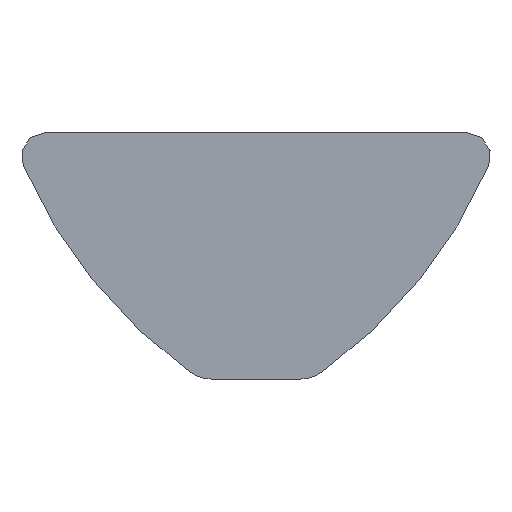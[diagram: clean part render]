
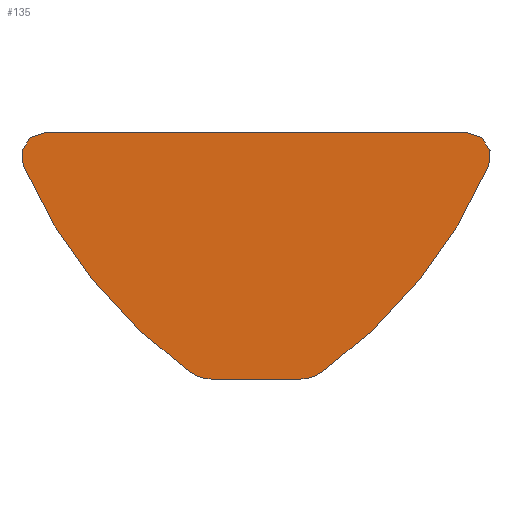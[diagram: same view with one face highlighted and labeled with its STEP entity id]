
A CAD part, left-side view. The second image highlights one B-rep face of the part: STEP entity #135.
In plain terms, the highlighted planar face has unit normal (-1, 0, 0).
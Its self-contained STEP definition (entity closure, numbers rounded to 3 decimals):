
#4 = DIRECTION ( 'NONE',  ( 1., 0., 0. ) ) ;
#9 = CARTESIAN_POINT ( 'NONE',  ( -741., 3.83, 2.83 ) ) ;
#13 = AXIS2_PLACEMENT_3D ( 'NONE', #196, #338, #245 ) ;
#23 = CARTESIAN_POINT ( 'NONE',  ( -741., -0.728, -4.2 ) ) ;
#27 = DIRECTION ( 'NONE',  ( 0., 0., 1. ) ) ;
#29 = CIRCLE ( 'NONE', #259, 8.5 ) ;
#30 = VERTEX_POINT ( 'NONE', #154 ) ;
#31 = DIRECTION ( 'NONE',  ( 0., 0., 1. ) ) ;
#39 = CARTESIAN_POINT ( 'NONE',  ( -741., -3.598, -0.4 ) ) ;
#43 = DIRECTION ( 'NONE',  ( 0., 0., 1. ) ) ;
#52 = ORIENTED_EDGE ( 'NONE', *, *, #136, .F. ) ;
#60 = DIRECTION ( 'NONE',  ( 0., 0., 1. ) ) ;
#71 = EDGE_LOOP ( 'NONE', ( #323, #276, #301, #280, #52, #235, #239, #379 ) ) ;
#73 = CARTESIAN_POINT ( 'NONE',  ( -741., -0.728, -3.5 ) ) ;
#77 = DIRECTION ( 'NONE',  ( 0., 1., 0. ) ) ;
#78 = CIRCLE ( 'NONE', #293, 0.4 ) ;
#82 = EDGE_CURVE ( 'NONE', #201, #30, #364, .T. ) ;
#84 = CARTESIAN_POINT ( 'NONE',  ( -741., 3.598, -0.4 ) ) ;
#94 = EDGE_CURVE ( 'NONE', #255, #201, #152, .T. ) ;
#95 = EDGE_CURVE ( 'NONE', #288, #337, #29, .T. ) ;
#101 = DIRECTION ( 'NONE',  ( 0., -1., 0. ) ) ;
#119 = CARTESIAN_POINT ( 'NONE',  ( -741., -1.137, -4.068 ) ) ;
#135 = ADVANCED_FACE ( 'NONE', ( #215 ), #174, .F. ) ;
#136 = EDGE_CURVE ( 'NONE', #373, #288, #78, .T. ) ;
#138 = CARTESIAN_POINT ( 'NONE',  ( -741., -3.83, 2.83 ) ) ;
#140 = CARTESIAN_POINT ( 'NONE',  ( -741., -3.965, -0.56 ) ) ;
#150 = CARTESIAN_POINT ( 'NONE',  ( -741., 0.728, -4.2 ) ) ;
#152 = CIRCLE ( 'NONE', #13, 0.7 ) ;
#154 = CARTESIAN_POINT ( 'NONE',  ( -741., 3.965, -0.56 ) ) ;
#156 = EDGE_CURVE ( 'NONE', #255, #223, #159, .T. ) ;
#157 = CARTESIAN_POINT ( 'NONE',  ( -741., -3.598, 0. ) ) ;
#159 = LINE ( 'NONE', #346, #222 ) ;
#174 = PLANE ( 'NONE',  #314 ) ;
#176 = EDGE_CURVE ( 'NONE', #337, #223, #312, .T. ) ;
#181 = VECTOR ( 'NONE', #77, 1000. ) ;
#183 = VERTEX_POINT ( 'NONE', #290 ) ;
#187 = AXIS2_PLACEMENT_3D ( 'NONE', #307, #4, #60 ) ;
#193 = EDGE_CURVE ( 'NONE', #373, #183, #252, .T. ) ;
#196 = CARTESIAN_POINT ( 'NONE',  ( -741., 0.728, -3.5 ) ) ;
#201 = VERTEX_POINT ( 'NONE', #212 ) ;
#204 = DIRECTION ( 'NONE',  ( 1., 0., 0. ) ) ;
#208 = DIRECTION ( 'NONE',  ( 1., 0., 0. ) ) ;
#210 = CIRCLE ( 'NONE', #244, 0.4 ) ;
#212 = CARTESIAN_POINT ( 'NONE',  ( -741., 1.137, -4.068 ) ) ;
#215 = FACE_OUTER_BOUND ( 'NONE', #71, .T. ) ;
#218 = DIRECTION ( 'NONE',  ( 1., 0., 0. ) ) ;
#222 = VECTOR ( 'NONE', #101, 1000. ) ;
#223 = VERTEX_POINT ( 'NONE', #23 ) ;
#235 = ORIENTED_EDGE ( 'NONE', *, *, #193, .T. ) ;
#239 = ORIENTED_EDGE ( 'NONE', *, *, #285, .F. ) ;
#244 = AXIS2_PLACEMENT_3D ( 'NONE', #84, #218, #27 ) ;
#245 = DIRECTION ( 'NONE',  ( 0., 0., 1. ) ) ;
#252 = LINE ( 'NONE', #297, #181 ) ;
#255 = VERTEX_POINT ( 'NONE', #150 ) ;
#258 = DIRECTION ( 'NONE',  ( 0., 0., -1. ) ) ;
#259 = AXIS2_PLACEMENT_3D ( 'NONE', #9, #365, #31 ) ;
#276 = ORIENTED_EDGE ( 'NONE', *, *, #156, .T. ) ;
#280 = ORIENTED_EDGE ( 'NONE', *, *, #95, .F. ) ;
#285 = EDGE_CURVE ( 'NONE', #30, #183, #210, .T. ) ;
#288 = VERTEX_POINT ( 'NONE', #140 ) ;
#290 = CARTESIAN_POINT ( 'NONE',  ( -741., 3.598, 0. ) ) ;
#293 = AXIS2_PLACEMENT_3D ( 'NONE', #39, #374, #43 ) ;
#294 = DIRECTION ( 'NONE',  ( 0., 0., 1. ) ) ;
#297 = CARTESIAN_POINT ( 'NONE',  ( -741., 3.598, 0. ) ) ;
#301 = ORIENTED_EDGE ( 'NONE', *, *, #176, .F. ) ;
#307 = CARTESIAN_POINT ( 'NONE',  ( -741., -3.83, 2.83 ) ) ;
#312 = CIRCLE ( 'NONE', #333, 0.7 ) ;
#314 = AXIS2_PLACEMENT_3D ( 'NONE', #138, #204, #258 ) ;
#323 = ORIENTED_EDGE ( 'NONE', *, *, #94, .F. ) ;
#333 = AXIS2_PLACEMENT_3D ( 'NONE', #73, #208, #294 ) ;
#337 = VERTEX_POINT ( 'NONE', #119 ) ;
#338 = DIRECTION ( 'NONE',  ( 1., 0., 0. ) ) ;
#346 = CARTESIAN_POINT ( 'NONE',  ( -741., -0.728, -4.2 ) ) ;
#364 = CIRCLE ( 'NONE', #187, 8.5 ) ;
#365 = DIRECTION ( 'NONE',  ( 1., 0., 0. ) ) ;
#373 = VERTEX_POINT ( 'NONE', #157 ) ;
#374 = DIRECTION ( 'NONE',  ( 1., 0., 0. ) ) ;
#379 = ORIENTED_EDGE ( 'NONE', *, *, #82, .F. ) ;
